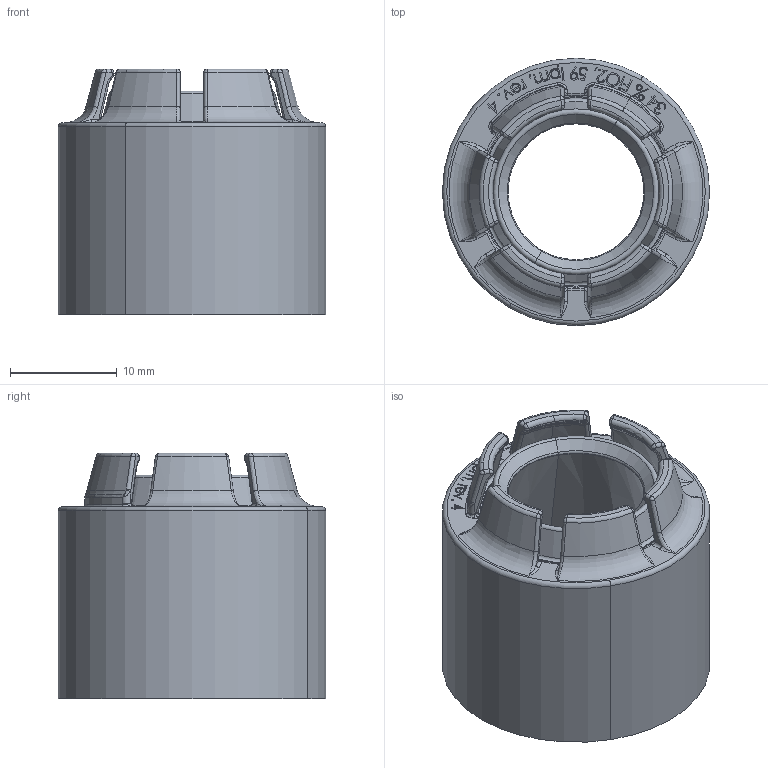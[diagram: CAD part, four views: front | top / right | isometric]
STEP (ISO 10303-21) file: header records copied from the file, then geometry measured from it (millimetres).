
FILE_DESCRIPTION (( 'STEP AP203' ), '1' );
FILE_NAME ('Respirator-free reanimation Venturi''s valve (rev. 4) FiO2-34 Cap.STEP', '2020-03-23T08:41:48', ( '' ), ( '' ), 'SwSTEP 2.0', 'SolidWorks 2018', '' );
FILE_SCHEMA (( 'CONFIG_CONTROL_DESIGN' ));
Length unit declared in the file: millimetre
Products named in the file (1): Respirator-free reanimation Venturi''s valve (rev. 4) FiO2-34 Cap
Bounding box: 25 x 25 x 23 mm (x, y, z)
Volume: 4430.5 mm3; surface area: 3662.4 mm2
Topology: 1 solids, 1 shells, 565 faces, 1405 edges, 843 vertices
Faces by surface type: bspline 262, plane 156, torus 61, cylinder 57, cone 29
Entity records: 24575 total; most frequent: CARTESIAN_POINT 13132, ORIENTED_EDGE 2754, DIRECTION 1733, EDGE_CURVE 1377, VERTEX_POINT 843, AXIS2_PLACEMENT_3D 603, EDGE_LOOP 596, ADVANCED_FACE 565
